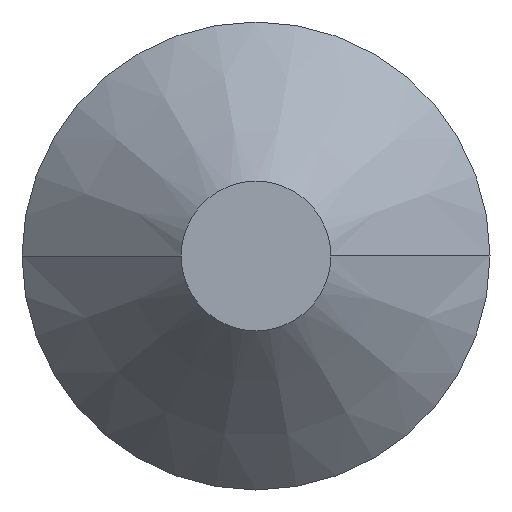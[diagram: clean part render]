
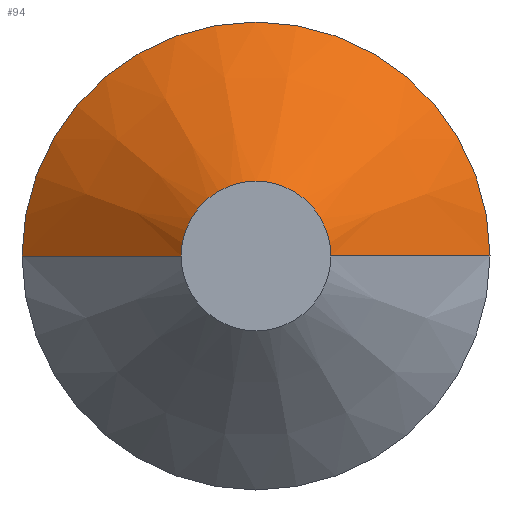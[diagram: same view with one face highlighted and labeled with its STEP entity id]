
A CAD part, front view. The second image highlights one B-rep face of the part: STEP entity #94.
In plain terms, the highlighted conical face has half-angle 45 degrees and reference radius 0.508 mm.
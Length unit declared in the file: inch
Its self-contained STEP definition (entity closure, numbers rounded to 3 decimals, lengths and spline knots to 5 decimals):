
#1 = LINE ( 'NONE', #199, #291 ) ;
#11 = DIRECTION ( 'NONE',  ( 1., 0., 0. ) ) ;
#14 = ORIENTED_EDGE ( 'NONE', *, *, #279, .T. ) ;
#35 = AXIS2_PLACEMENT_3D ( 'NONE', #270, #232, #11 ) ;
#42 = VERTEX_POINT ( 'NONE', #75 ) ;
#44 = CONICAL_SURFACE ( 'NONE', #179, 0.02, 0.785 ) ;
#61 = CIRCLE ( 'NONE', #35, 0.02 ) ;
#63 = ORIENTED_EDGE ( 'NONE', *, *, #283, .F. ) ;
#75 = CARTESIAN_POINT ( 'NONE',  ( -0.02, 0., 0. ) ) ;
#81 = DIRECTION ( 'NONE',  ( 0., 1., 0. ) ) ;
#94 = ADVANCED_FACE ( 'NONE', ( #286 ), #44, .T. ) ;
#95 = CARTESIAN_POINT ( 'NONE',  ( 0., 0., 0. ) ) ;
#114 = CARTESIAN_POINT ( 'NONE',  ( 0.0625, 0.0425, 0. ) ) ;
#141 = DIRECTION ( 'NONE',  ( 0., -1., 0. ) ) ;
#154 = DIRECTION ( 'NONE',  ( -0.707, 0.707, 0. ) ) ;
#164 = CARTESIAN_POINT ( 'NONE',  ( 0., 0.0425, 0. ) ) ;
#170 = VECTOR ( 'NONE', #222, 39.37008 ) ;
#176 = CARTESIAN_POINT ( 'NONE',  ( 0.02, 0., 0. ) ) ;
#179 = AXIS2_PLACEMENT_3D ( 'NONE', #95, #81, #250 ) ;
#186 = VERTEX_POINT ( 'NONE', #251 ) ;
#187 = ORIENTED_EDGE ( 'NONE', *, *, #252, .F. ) ;
#189 = AXIS2_PLACEMENT_3D ( 'NONE', #164, #141, #272 ) ;
#191 = EDGE_LOOP ( 'NONE', ( #187, #14, #258, #63 ) ) ;
#197 = CARTESIAN_POINT ( 'NONE',  ( 0.02, 0., 0. ) ) ;
#199 = CARTESIAN_POINT ( 'NONE',  ( -0.02, 0., 0. ) ) ;
#220 = EDGE_CURVE ( 'NONE', #254, #186, #223, .T. ) ;
#222 = DIRECTION ( 'NONE',  ( 0.707, 0.707, 0. ) ) ;
#223 = CIRCLE ( 'NONE', #189, 0.0625 ) ;
#232 = DIRECTION ( 'NONE',  ( 0., -1., 0. ) ) ;
#250 = DIRECTION ( 'NONE',  ( -1., 0., 0. ) ) ;
#251 = CARTESIAN_POINT ( 'NONE',  ( -0.0625, 0.0425, 0. ) ) ;
#252 = EDGE_CURVE ( 'NONE', #271, #42, #61, .T. ) ;
#254 = VERTEX_POINT ( 'NONE', #114 ) ;
#258 = ORIENTED_EDGE ( 'NONE', *, *, #220, .T. ) ;
#270 = CARTESIAN_POINT ( 'NONE',  ( 0., 0., 0. ) ) ;
#271 = VERTEX_POINT ( 'NONE', #197 ) ;
#272 = DIRECTION ( 'NONE',  ( 1., 0., 0. ) ) ;
#279 = EDGE_CURVE ( 'NONE', #271, #254, #280, .T. ) ;
#280 = LINE ( 'NONE', #176, #170 ) ;
#283 = EDGE_CURVE ( 'NONE', #42, #186, #1, .T. ) ;
#286 = FACE_OUTER_BOUND ( 'NONE', #191, .T. ) ;
#291 = VECTOR ( 'NONE', #154, 39.37008 ) ;
